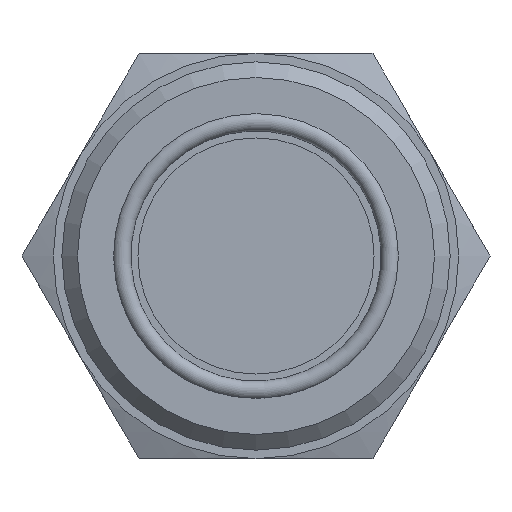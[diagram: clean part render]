
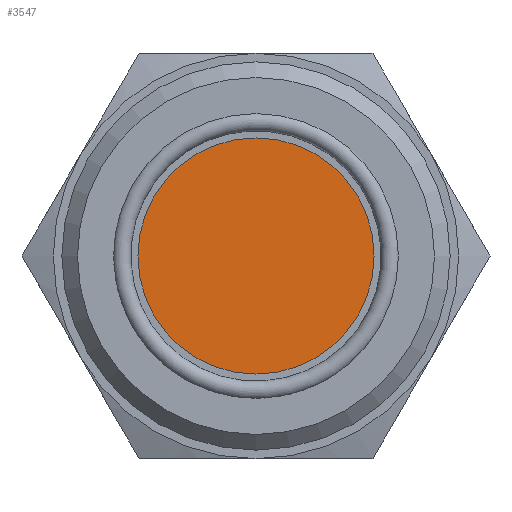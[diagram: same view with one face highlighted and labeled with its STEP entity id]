
A CAD part, left-side view. The second image highlights one B-rep face of the part: STEP entity #3547.
In plain terms, the highlighted planar face has unit normal (-1, 0, 0).
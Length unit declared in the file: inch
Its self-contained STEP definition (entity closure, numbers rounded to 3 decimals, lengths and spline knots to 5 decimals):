
#3367=CARTESIAN_POINT('',(-0.69,-0.437,0.));
#3368=VERTEX_POINT('',#3367);
#3369=CARTESIAN_POINT('',(-0.69,0.0,0.0));
#3370=DIRECTION('',(-1.0,0.0,0.0));
#3371=DIRECTION('',(0.0,1.0,0.0));
#3372=AXIS2_PLACEMENT_3D('',#3369,#3370,#3371);
#3373=CIRCLE('',#3372,0.437);
#3374=EDGE_CURVE('',#3368,#3368,#3373,.T.);
#3539=CARTESIAN_POINT('',(-0.69,0.,0.));
#3540=DIRECTION('',(1.0,0.0,0.0));
#3541=DIRECTION('',(0.0,0.0,-1.0));
#3542=AXIS2_PLACEMENT_3D('',#3539,#3540,#3541);
#3543=PLANE('',#3542);
#3544=ORIENTED_EDGE('',*,*,#3374,.T.);
#3545=EDGE_LOOP('',(#3544));
#3546=FACE_OUTER_BOUND('',#3545,.T.);
#3547=ADVANCED_FACE('',(#3546),#3543,.F.);
